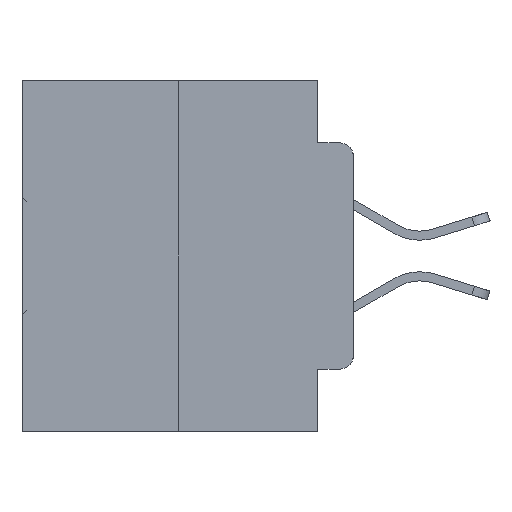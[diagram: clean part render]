
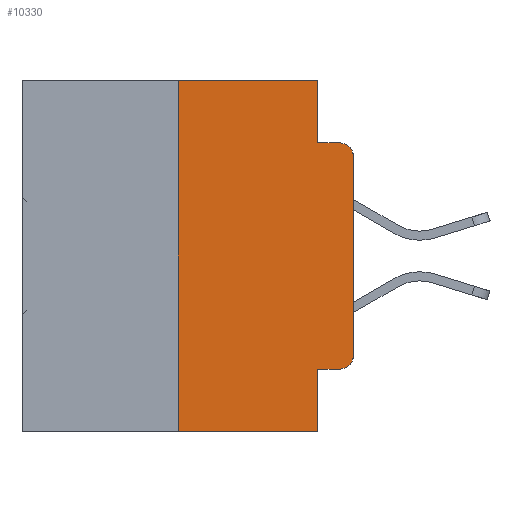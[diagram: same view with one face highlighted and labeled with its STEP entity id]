
A CAD part, left-side view. The second image highlights one B-rep face of the part: STEP entity #10330.
In plain terms, the highlighted planar face has unit normal (-1, 0, 0).
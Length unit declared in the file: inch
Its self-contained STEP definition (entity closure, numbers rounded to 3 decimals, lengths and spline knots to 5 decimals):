
#571 = ORIENTED_EDGE ( 'NONE', *, *, #8574, .F. ) ;
#625 = DIRECTION ( 'NONE',  ( 0., 0., -1. ) ) ;
#921 = LINE ( 'NONE', #16911, #27990 ) ;
#1458 = CARTESIAN_POINT ( 'NONE',  ( 0., 0.25, -0.5 ) ) ;
#2382 = LINE ( 'NONE', #10632, #28613 ) ;
#2995 = DIRECTION ( 'NONE',  ( 0., 0., -1. ) ) ;
#3418 = VERTEX_POINT ( 'NONE', #24266 ) ;
#4026 = CARTESIAN_POINT ( 'NONE',  ( 0., 0.25, 0. ) ) ;
#4109 = EDGE_CURVE ( 'NONE', #11216, #29765, #27109, .T. ) ;
#4596 = VECTOR ( 'NONE', #26912, 39.37008 ) ;
#4783 = VECTOR ( 'NONE', #17636, 39.37008 ) ;
#5385 = LINE ( 'NONE', #14347, #4596 ) ;
#5508 = DIRECTION ( 'NONE',  ( 0., 0., 1. ) ) ;
#6085 = CARTESIAN_POINT ( 'NONE',  ( 0., 0., 0. ) ) ;
#6178 = ORIENTED_EDGE ( 'NONE', *, *, #6392, .F. ) ;
#6392 = EDGE_CURVE ( 'NONE', #29765, #16343, #921, .T. ) ;
#7026 = ORIENTED_EDGE ( 'NONE', *, *, #11878, .T. ) ;
#7075 = CARTESIAN_POINT ( 'NONE',  ( 0., 0.02, -0.0885 ) ) ;
#7385 = CIRCLE ( 'NONE', #21100, 0.02 ) ;
#8052 = DIRECTION ( 'NONE',  ( 0., -1., 0. ) ) ;
#8226 = CARTESIAN_POINT ( 'NONE',  ( 0., 0.051, -0.4115 ) ) ;
#8574 = EDGE_CURVE ( 'NONE', #3418, #20028, #32506, .T. ) ;
#9728 = DIRECTION ( 'NONE',  ( -1., 0., 0. ) ) ;
#9823 = CARTESIAN_POINT ( 'NONE',  ( 0., 0.02, -0.1085 ) ) ;
#10330 = ADVANCED_FACE ( 'NONE', ( #19837 ), #13405, .F. ) ;
#10632 = CARTESIAN_POINT ( 'NONE',  ( 0., 0.051, 0. ) ) ;
#11216 = VERTEX_POINT ( 'NONE', #1458 ) ;
#11459 = ORIENTED_EDGE ( 'NONE', *, *, #22765, .T. ) ;
#11695 = LINE ( 'NONE', #25868, #23560 ) ;
#11766 = EDGE_CURVE ( 'NONE', #11216, #12171, #5385, .T. ) ;
#11878 = EDGE_CURVE ( 'NONE', #20608, #31417, #7385, .T. ) ;
#12171 = VERTEX_POINT ( 'NONE', #23544 ) ;
#12391 = DIRECTION ( 'NONE',  ( 0., 0., -1. ) ) ;
#13405 = PLANE ( 'NONE',  #17492 ) ;
#13895 = LINE ( 'NONE', #25825, #19835 ) ;
#14347 = CARTESIAN_POINT ( 'NONE',  ( 0., 0.473, -0.5 ) ) ;
#15119 = DIRECTION ( 'NONE',  ( 0., -1., 0. ) ) ;
#15139 = CARTESIAN_POINT ( 'NONE',  ( 0., 0.051, -0.0885 ) ) ;
#15416 = VECTOR ( 'NONE', #16392, 39.37008 ) ;
#15457 = ORIENTED_EDGE ( 'NONE', *, *, #4109, .F. ) ;
#15966 = DIRECTION ( 'NONE',  ( 1., 0., 0. ) ) ;
#16117 = CARTESIAN_POINT ( 'NONE',  ( 0., 0.25, 0. ) ) ;
#16150 = AXIS2_PLACEMENT_3D ( 'NONE', #9823, #27529, #12391 ) ;
#16343 = VERTEX_POINT ( 'NONE', #32616 ) ;
#16392 = DIRECTION ( 'NONE',  ( 0., 0., 1. ) ) ;
#16911 = CARTESIAN_POINT ( 'NONE',  ( 0., 0.473, 0. ) ) ;
#17096 = EDGE_LOOP ( 'NONE', ( #19373, #24918, #571, #22484, #6178, #15457, #31942, #27674, #11459, #7026 ) ) ;
#17492 = AXIS2_PLACEMENT_3D ( 'NONE', #30999, #15966, #625 ) ;
#17636 = DIRECTION ( 'NONE',  ( 0., -1., 0. ) ) ;
#17845 = EDGE_CURVE ( 'NONE', #31417, #31406, #30357, .T. ) ;
#19373 = ORIENTED_EDGE ( 'NONE', *, *, #17845, .T. ) ;
#19835 = VECTOR ( 'NONE', #8052, 39.37008 ) ;
#19837 = FACE_OUTER_BOUND ( 'NONE', #17096, .T. ) ;
#20028 = VERTEX_POINT ( 'NONE', #7075 ) ;
#20608 = VERTEX_POINT ( 'NONE', #26805 ) ;
#21100 = AXIS2_PLACEMENT_3D ( 'NONE', #24931, #9728, #27440 ) ;
#22484 = ORIENTED_EDGE ( 'NONE', *, *, #23984, .F. ) ;
#22765 = EDGE_CURVE ( 'NONE', #31491, #20608, #13895, .T. ) ;
#23544 = CARTESIAN_POINT ( 'NONE',  ( 0., 0.051, -0.5 ) ) ;
#23560 = VECTOR ( 'NONE', #28412, 39.37008 ) ;
#23984 = EDGE_CURVE ( 'NONE', #16343, #3418, #11695, .T. ) ;
#24266 = CARTESIAN_POINT ( 'NONE',  ( 0., 0.051, -0.0885 ) ) ;
#24918 = ORIENTED_EDGE ( 'NONE', *, *, #28877, .T. ) ;
#24931 = CARTESIAN_POINT ( 'NONE',  ( 0., 0.02, -0.3915 ) ) ;
#25547 = CARTESIAN_POINT ( 'NONE',  ( 0., 0., -0.1085 ) ) ;
#25825 = CARTESIAN_POINT ( 'NONE',  ( 0., 0.051, -0.4115 ) ) ;
#25868 = CARTESIAN_POINT ( 'NONE',  ( 0., 0.051, 0. ) ) ;
#26109 = EDGE_CURVE ( 'NONE', #31491, #12171, #2382, .T. ) ;
#26304 = VECTOR ( 'NONE', #5508, 39.37008 ) ;
#26805 = CARTESIAN_POINT ( 'NONE',  ( 0., 0.02, -0.4115 ) ) ;
#26912 = DIRECTION ( 'NONE',  ( 0., -1., 0. ) ) ;
#27109 = LINE ( 'NONE', #4026, #26304 ) ;
#27440 = DIRECTION ( 'NONE',  ( 0., 0., -1. ) ) ;
#27529 = DIRECTION ( 'NONE',  ( -1., 0., 0. ) ) ;
#27674 = ORIENTED_EDGE ( 'NONE', *, *, #26109, .F. ) ;
#27990 = VECTOR ( 'NONE', #15119, 39.37008 ) ;
#28187 = CARTESIAN_POINT ( 'NONE',  ( 0., 0., -0.3915 ) ) ;
#28412 = DIRECTION ( 'NONE',  ( 0., 0., -1. ) ) ;
#28613 = VECTOR ( 'NONE', #2995, 39.37008 ) ;
#28877 = EDGE_CURVE ( 'NONE', #31406, #20028, #31923, .T. ) ;
#29765 = VERTEX_POINT ( 'NONE', #16117 ) ;
#30357 = LINE ( 'NONE', #6085, #15416 ) ;
#30999 = CARTESIAN_POINT ( 'NONE',  ( 0., 0.473, 0. ) ) ;
#31406 = VERTEX_POINT ( 'NONE', #25547 ) ;
#31417 = VERTEX_POINT ( 'NONE', #28187 ) ;
#31491 = VERTEX_POINT ( 'NONE', #8226 ) ;
#31923 = CIRCLE ( 'NONE', #16150, 0.02 ) ;
#31942 = ORIENTED_EDGE ( 'NONE', *, *, #11766, .T. ) ;
#32506 = LINE ( 'NONE', #15139, #4783 ) ;
#32616 = CARTESIAN_POINT ( 'NONE',  ( 0., 0.051, 0. ) ) ;
